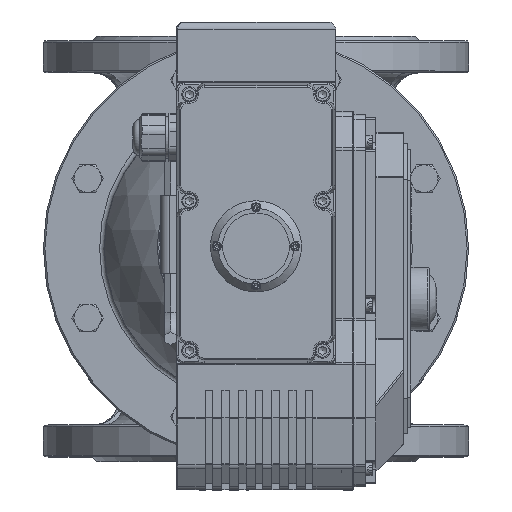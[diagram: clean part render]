
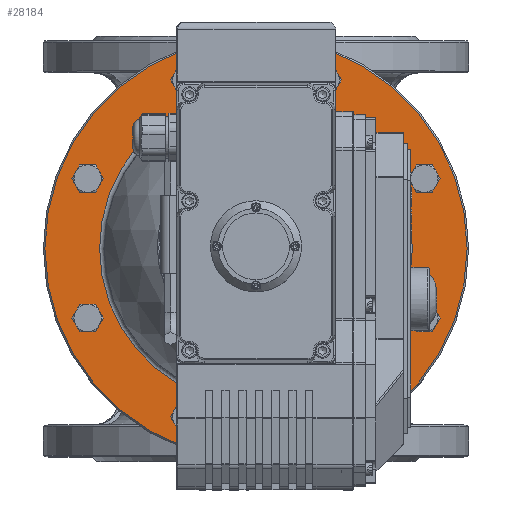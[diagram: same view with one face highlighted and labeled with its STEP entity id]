
A CAD part, top view. The second image highlights one B-rep face of the part: STEP entity #28184.
In plain terms, the highlighted face is planar.
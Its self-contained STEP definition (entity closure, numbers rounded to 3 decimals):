
#1145=FACE_BOUND('',#9477,.T.);
#1146=FACE_BOUND('',#9478,.T.);
#1147=FACE_BOUND('',#9479,.T.);
#1148=FACE_BOUND('',#9480,.T.);
#1149=FACE_BOUND('',#9481,.T.);
#1150=FACE_BOUND('',#9482,.T.);
#1151=FACE_BOUND('',#9483,.T.);
#1152=FACE_BOUND('',#9484,.T.);
#1153=FACE_BOUND('',#9485,.T.);
#1791=PLANE('',#30978);
#7834=FACE_OUTER_BOUND('',#9476,.T.);
#9476=EDGE_LOOP('',(#23842));
#9477=EDGE_LOOP('',(#23843));
#9478=EDGE_LOOP('',(#23844));
#9479=EDGE_LOOP('',(#23845));
#9480=EDGE_LOOP('',(#23846));
#9481=EDGE_LOOP('',(#23847));
#9482=EDGE_LOOP('',(#23848));
#9483=EDGE_LOOP('',(#23849));
#9484=EDGE_LOOP('',(#23850));
#9485=EDGE_LOOP('',(#23851));
#10891=CIRCLE('',#30976,103.);
#10893=CIRCLE('',#30979,139.);
#10894=CIRCLE('',#30980,8.);
#10895=CIRCLE('',#30981,8.);
#10896=CIRCLE('',#30982,8.);
#10897=CIRCLE('',#30983,8.);
#10898=CIRCLE('',#30984,8.);
#10899=CIRCLE('',#30985,8.);
#10900=CIRCLE('',#30986,8.);
#10901=CIRCLE('',#30987,8.);
#13176=VERTEX_POINT('',#50238);
#13177=VERTEX_POINT('',#50242);
#13178=VERTEX_POINT('',#50244);
#13179=VERTEX_POINT('',#50246);
#13180=VERTEX_POINT('',#50248);
#13181=VERTEX_POINT('',#50250);
#13182=VERTEX_POINT('',#50252);
#13183=VERTEX_POINT('',#50254);
#13184=VERTEX_POINT('',#50256);
#13185=VERTEX_POINT('',#50258);
#16800=EDGE_CURVE('',#13176,#13176,#10891,.T.);
#16802=EDGE_CURVE('',#13177,#13177,#10893,.T.);
#16803=EDGE_CURVE('',#13178,#13178,#10894,.T.);
#16804=EDGE_CURVE('',#13179,#13179,#10895,.T.);
#16805=EDGE_CURVE('',#13180,#13180,#10896,.T.);
#16806=EDGE_CURVE('',#13181,#13181,#10897,.T.);
#16807=EDGE_CURVE('',#13182,#13182,#10898,.T.);
#16808=EDGE_CURVE('',#13183,#13183,#10899,.T.);
#16809=EDGE_CURVE('',#13184,#13184,#10900,.T.);
#16810=EDGE_CURVE('',#13185,#13185,#10901,.T.);
#23842=ORIENTED_EDGE('',*,*,#16802,.F.);
#23843=ORIENTED_EDGE('',*,*,#16803,.T.);
#23844=ORIENTED_EDGE('',*,*,#16804,.T.);
#23845=ORIENTED_EDGE('',*,*,#16805,.T.);
#23846=ORIENTED_EDGE('',*,*,#16806,.T.);
#23847=ORIENTED_EDGE('',*,*,#16807,.T.);
#23848=ORIENTED_EDGE('',*,*,#16808,.T.);
#23849=ORIENTED_EDGE('',*,*,#16809,.T.);
#23850=ORIENTED_EDGE('',*,*,#16810,.T.);
#23851=ORIENTED_EDGE('',*,*,#16800,.F.);
#28184=ADVANCED_FACE('',(#7834,#1145,#1146,#1147,#1148,#1149,#1150,#1151,
#1152,#1153),#1791,.T.);
#30976=AXIS2_PLACEMENT_3D('',#50239,#37780,#37781);
#30978=AXIS2_PLACEMENT_3D('',#50241,#37784,#37785);
#30979=AXIS2_PLACEMENT_3D('',#50243,#37786,#37787);
#30980=AXIS2_PLACEMENT_3D('',#50245,#37788,#37789);
#30981=AXIS2_PLACEMENT_3D('',#50247,#37790,#37791);
#30982=AXIS2_PLACEMENT_3D('',#50249,#37792,#37793);
#30983=AXIS2_PLACEMENT_3D('',#50251,#37794,#37795);
#30984=AXIS2_PLACEMENT_3D('',#50253,#37796,#37797);
#30985=AXIS2_PLACEMENT_3D('',#50255,#37798,#37799);
#30986=AXIS2_PLACEMENT_3D('',#50257,#37800,#37801);
#30987=AXIS2_PLACEMENT_3D('',#50259,#37802,#37803);
#37780=DIRECTION('center_axis',(0.,1.,0.));
#37781=DIRECTION('ref_axis',(0.,0.,
-1.));
#37784=DIRECTION('center_axis',(0.,1.,0.));
#37785=DIRECTION('ref_axis',(0.,0.,1.));
#37786=DIRECTION('center_axis',(0.,-1.,0.));
#37787=DIRECTION('ref_axis',(-1.,0.,0.));
#37788=DIRECTION('center_axis',(0.,-1.,0.));
#37789=DIRECTION('ref_axis',(-1.,0.,0.));
#37790=DIRECTION('center_axis',(0.,-1.,0.));
#37791=DIRECTION('ref_axis',(-1.,0.,0.));
#37792=DIRECTION('center_axis',(0.,-1.,0.));
#37793=DIRECTION('ref_axis',(-1.,0.,0.));
#37794=DIRECTION('center_axis',(0.,-1.,0.));
#37795=DIRECTION('ref_axis',(-1.,0.,0.));
#37796=DIRECTION('center_axis',(0.,-1.,0.));
#37797=DIRECTION('ref_axis',(-1.,0.,0.));
#37798=DIRECTION('center_axis',(0.,-1.,0.));
#37799=DIRECTION('ref_axis',(-1.,0.,0.));
#37800=DIRECTION('center_axis',(0.,-1.,0.));
#37801=DIRECTION('ref_axis',(-1.,0.,0.));
#37802=DIRECTION('center_axis',(0.,-1.,0.));
#37803=DIRECTION('ref_axis',(-1.,0.,0.));
#50238=CARTESIAN_POINT('',(0.,216.5,243.));
#50239=CARTESIAN_POINT('Origin',(0.,216.5,140.));
#50241=CARTESIAN_POINT('Origin',(0.,216.5,140.));
#50242=CARTESIAN_POINT('',(139.,216.5,140.));
#50243=CARTESIAN_POINT('Origin',(0.,216.5,140.));
#50244=CARTESIAN_POINT('',(-37.922,216.5,29.134));
#50245=CARTESIAN_POINT('Origin',(-45.922,216.5,29.134));
#50246=CARTESIAN_POINT('',(53.922,216.5,29.134));
#50247=CARTESIAN_POINT('Origin',(45.922,216.5,29.134));
#50248=CARTESIAN_POINT('',(118.866,216.5,185.922));
#50249=CARTESIAN_POINT('Origin',(110.866,216.5,185.922));
#50250=CARTESIAN_POINT('',(118.866,216.5,94.078));
#50251=CARTESIAN_POINT('Origin',(110.866,216.5,94.078));
#50252=CARTESIAN_POINT('',(-102.866,216.5,94.078));
#50253=CARTESIAN_POINT('Origin',(-110.866,216.5,94.078));
#50254=CARTESIAN_POINT('',(-102.866,216.5,185.922));
#50255=CARTESIAN_POINT('Origin',(-110.866,216.5,185.922));
#50256=CARTESIAN_POINT('',(-37.922,216.5,250.866));
#50257=CARTESIAN_POINT('Origin',(-45.922,216.5,250.866));
#50258=CARTESIAN_POINT('',(53.922,216.5,250.866));
#50259=CARTESIAN_POINT('Origin',(45.922,216.5,250.866));
